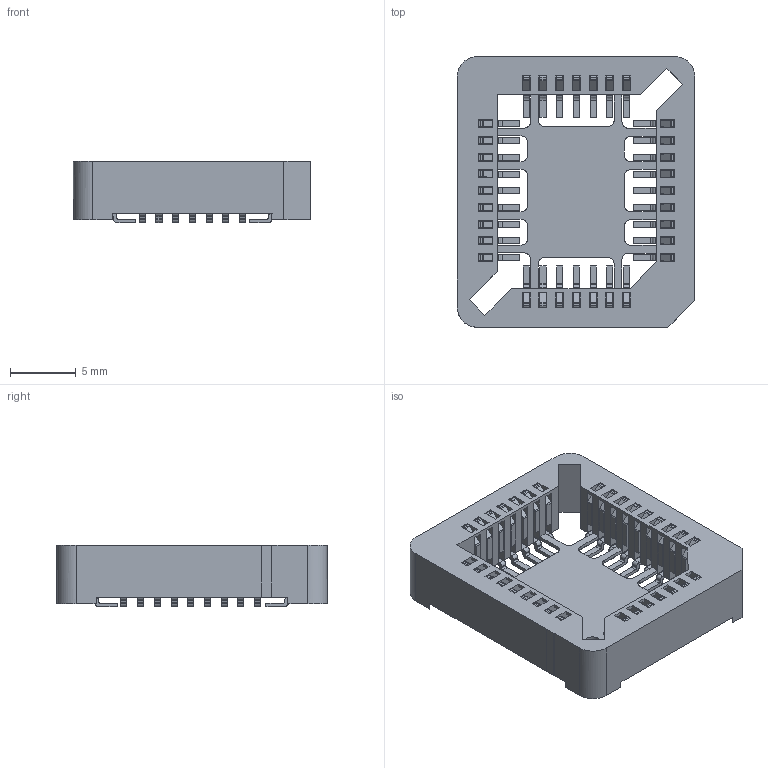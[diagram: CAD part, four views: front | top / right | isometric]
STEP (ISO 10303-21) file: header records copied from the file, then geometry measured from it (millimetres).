
FILE_DESCRIPTION(/* description */ (''),/* implementation_level */ '2;1');
FILE_NAME(/* name */ '8432-21b1-01',/* time_stamp */ '2006-03-07T15:19:50-06:00',/* author */ (''),/* organization */ (''),/* preprocessor_version */ 'ST-DEVELOPER v9',/* originating_system */ 'UGS - NX 3.0',/* authorisation */ '');
FILE_SCHEMA (('CONFIG_CONTROL_DESIGN'));
Length unit declared in the file: inch
Products named in the file (1): a0p74ACArhty
Bounding box: 18.03 x 20.55 x 4.65 mm (x, y, z)
Volume: 681.7 mm3; surface area: 1824 mm2
Topology: 1 solids, 1 shells, 1046 faces, 3265 edges, 2176 vertices
Faces by surface type: plane 735, cylinder 311
Entity records: 39022 total; most frequent: CARTESIAN_POINT 16283, ORIENTED_EDGE 6530, EDGE_CURVE 3265, B_SPLINE_CURVE_WITH_KNOTS 3265, VERTEX_POINT 2176, DIRECTION 2094, EDGE_LOOP 1089, AXIS2_PLACEMENT_3D 1047
